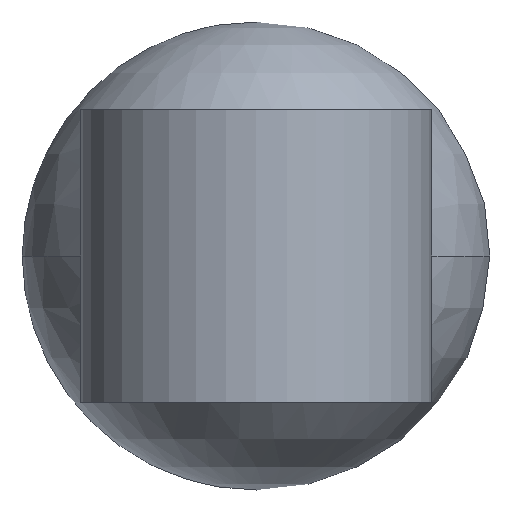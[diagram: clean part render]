
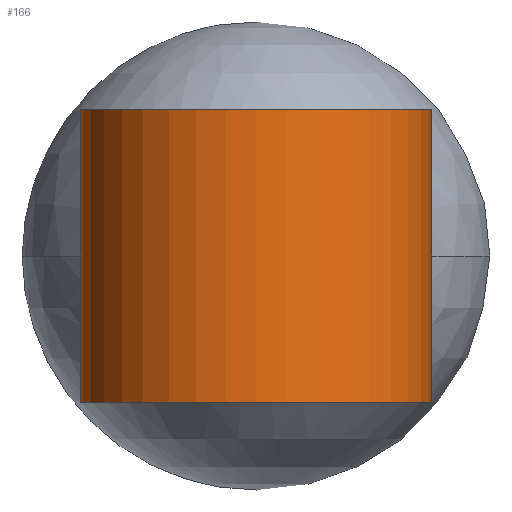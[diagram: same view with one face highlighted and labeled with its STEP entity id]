
A CAD part, front view. The second image highlights one B-rep face of the part: STEP entity #166.
In plain terms, the highlighted cylindrical face has radius 3 mm (diameter 6 mm), a partial arc.
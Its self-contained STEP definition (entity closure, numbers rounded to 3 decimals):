
#4 = AXIS2_PLACEMENT_3D ( 'NONE', #35, #138, #194 ) ;
#12 = DIRECTION ( 'NONE',  ( 1., 0., 0. ) ) ;
#15 = ORIENTED_EDGE ( 'NONE', *, *, #54, .T. ) ;
#35 = CARTESIAN_POINT ( 'NONE',  ( 0., 0., -2.5 ) ) ;
#36 = VERTEX_POINT ( 'NONE', #144 ) ;
#42 = ORIENTED_EDGE ( 'NONE', *, *, #113, .F. ) ;
#51 = ORIENTED_EDGE ( 'NONE', *, *, #110, .F. ) ;
#52 = VERTEX_POINT ( 'NONE', #158 ) ;
#54 = EDGE_CURVE ( 'NONE', #197, #36, #199, .T. ) ;
#75 = CARTESIAN_POINT ( 'NONE',  ( -3., 0., 2.5 ) ) ;
#87 = CARTESIAN_POINT ( 'NONE',  ( 0., 0., 2.5 ) ) ;
#91 = FACE_OUTER_BOUND ( 'NONE', #297, .T. ) ;
#101 = CARTESIAN_POINT ( 'NONE',  ( 3., 0., -2.5 ) ) ;
#110 = EDGE_CURVE ( 'NONE', #290, #52, #286, .T. ) ;
#113 = EDGE_CURVE ( 'NONE', #197, #290, #232, .T. ) ;
#116 = DIRECTION ( 'NONE',  ( 0., 0., 1. ) ) ;
#138 = DIRECTION ( 'NONE',  ( 0., 0., 1. ) ) ;
#144 = CARTESIAN_POINT ( 'NONE',  ( 3., 0., -2.5 ) ) ;
#148 = DIRECTION ( 'NONE',  ( 0., 0., 1. ) ) ;
#158 = CARTESIAN_POINT ( 'NONE',  ( 3., 0., 2.5 ) ) ;
#166 = ADVANCED_FACE ( 'NONE', ( #91 ), #289, .T. ) ;
#168 = DIRECTION ( 'NONE',  ( 1., 0., 0. ) ) ;
#178 = CARTESIAN_POINT ( 'NONE',  ( -3., 0., -2.5 ) ) ;
#184 = DIRECTION ( 'NONE',  ( 0., 0., 1. ) ) ;
#194 = DIRECTION ( 'NONE',  ( 1., 0., 0. ) ) ;
#197 = VERTEX_POINT ( 'NONE', #178 ) ;
#199 = CIRCLE ( 'NONE', #321, 3. ) ;
#200 = CARTESIAN_POINT ( 'NONE',  ( -3., 0., -2.5 ) ) ;
#225 = DIRECTION ( 'NONE',  ( 0., 0., 1. ) ) ;
#232 = LINE ( 'NONE', #200, #312 ) ;
#255 = EDGE_CURVE ( 'NONE', #36, #52, #293, .T. ) ;
#262 = ORIENTED_EDGE ( 'NONE', *, *, #255, .T. ) ;
#270 = AXIS2_PLACEMENT_3D ( 'NONE', #87, #184, #12 ) ;
#286 = CIRCLE ( 'NONE', #270, 3. ) ;
#289 = CYLINDRICAL_SURFACE ( 'NONE', #4, 3. ) ;
#290 = VERTEX_POINT ( 'NONE', #75 ) ;
#293 = LINE ( 'NONE', #101, #307 ) ;
#297 = EDGE_LOOP ( 'NONE', ( #262, #51, #42, #15 ) ) ;
#305 = CARTESIAN_POINT ( 'NONE',  ( 0., 0., -2.5 ) ) ;
#307 = VECTOR ( 'NONE', #225, 1000. ) ;
#312 = VECTOR ( 'NONE', #148, 1000. ) ;
#321 = AXIS2_PLACEMENT_3D ( 'NONE', #305, #116, #168 ) ;
